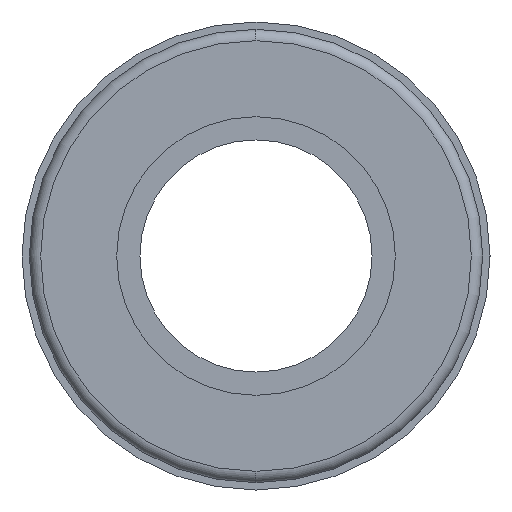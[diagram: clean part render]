
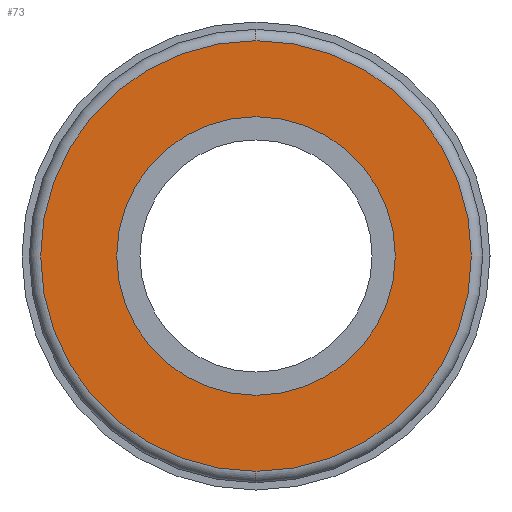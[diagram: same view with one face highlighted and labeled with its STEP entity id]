
A CAD part, left-side view. The second image highlights one B-rep face of the part: STEP entity #73.
In plain terms, the highlighted planar face has unit normal (-1, 0, 0).
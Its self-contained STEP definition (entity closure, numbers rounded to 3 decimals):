
#73=ADVANCED_FACE('',(#172,#173),#174,.T.);
#172=FACE_BOUND('',#322,.T.);
#173=FACE_OUTER_BOUND('',#323,.T.);
#174=PLANE('',#324);
#322=EDGE_LOOP('',(#633,#634,#635));
#323=EDGE_LOOP('',(#636,#637,#638));
#324=AXIS2_PLACEMENT_3D('',#639,#640,#641);
#633=ORIENTED_EDGE('',*,*,#1088,.T.);
#634=ORIENTED_EDGE('',*,*,#1044,.T.);
#635=ORIENTED_EDGE('',*,*,#1089,.T.);
#636=ORIENTED_EDGE('',*,*,#1086,.T.);
#637=ORIENTED_EDGE('',*,*,#1069,.T.);
#638=ORIENTED_EDGE('',*,*,#1087,.T.);
#639=CARTESIAN_POINT('',(-20.75,-3.681,0.0));
#640=DIRECTION('',(-1.0,0.,0.0));
#641=DIRECTION('',(0.,-1.0,0.0));
#1044=EDGE_CURVE('',#1270,#1274,#1276,.T.);
#1069=EDGE_CURVE('',#1315,#1321,#1323,.T.);
#1086=EDGE_CURVE('',#1349,#1315,#1350,.T.);
#1087=EDGE_CURVE('',#1321,#1349,#1351,.T.);
#1088=EDGE_CURVE('',#1352,#1270,#1353,.T.);
#1089=EDGE_CURVE('',#1274,#1352,#1354,.T.);
#1270=VERTEX_POINT('',#1706);
#1274=VERTEX_POINT('',#1711);
#1276=CIRCLE('',#1714,4.763);
#1315=VERTEX_POINT('',#1784);
#1321=VERTEX_POINT('',#1790);
#1323=CIRCLE('',#1792,7.363);
#1349=VERTEX_POINT('',#1824);
#1350=CIRCLE('',#1825,7.363);
#1351=CIRCLE('',#1826,7.363);
#1352=VERTEX_POINT('',#1827);
#1353=CIRCLE('',#1828,4.763);
#1354=CIRCLE('',#1829,4.763);
#1706=CARTESIAN_POINT('',(-20.75,4.763,0.));
#1711=CARTESIAN_POINT('',(-20.75,-4.763,0.));
#1714=AXIS2_PLACEMENT_3D('',#2137,#2138,#2139);
#1784=CARTESIAN_POINT('',(-20.75,0.,7.363));
#1790=CARTESIAN_POINT('',(-20.75,0.,-7.363));
#1792=AXIS2_PLACEMENT_3D('',#2193,#2194,#2195);
#1824=CARTESIAN_POINT('',(-20.75,-7.363,0.0));
#1825=AXIS2_PLACEMENT_3D('',#2232,#2233,#2234);
#1826=AXIS2_PLACEMENT_3D('',#2235,#2236,#2237);
#1827=CARTESIAN_POINT('',(-20.75,0.,-4.763));
#1828=AXIS2_PLACEMENT_3D('',#2238,#2239,#2240);
#1829=AXIS2_PLACEMENT_3D('',#2241,#2242,#2243);
#2137=CARTESIAN_POINT('',(-20.75,0.,0.0));
#2138=DIRECTION('',(1.0,0.,0.0));
#2139=DIRECTION('',(0.0,0.0,-1.0));
#2193=CARTESIAN_POINT('',(-20.75,0.,0.0));
#2194=DIRECTION('',(-1.0,0.,0.0));
#2195=DIRECTION('',(0.,-1.0,0.0));
#2232=CARTESIAN_POINT('',(-20.75,0.,0.0));
#2233=DIRECTION('',(-1.0,0.,0.0));
#2234=DIRECTION('',(0.,-1.0,0.0));
#2235=CARTESIAN_POINT('',(-20.75,0.,0.0));
#2236=DIRECTION('',(-1.0,0.,0.0));
#2237=DIRECTION('',(0.,-1.0,0.0));
#2238=CARTESIAN_POINT('',(-20.75,0.,0.0));
#2239=DIRECTION('',(1.0,0.,0.0));
#2240=DIRECTION('',(0.0,0.0,-1.0));
#2241=CARTESIAN_POINT('',(-20.75,0.,0.0));
#2242=DIRECTION('',(1.0,0.,0.0));
#2243=DIRECTION('',(0.0,0.0,-1.0));
